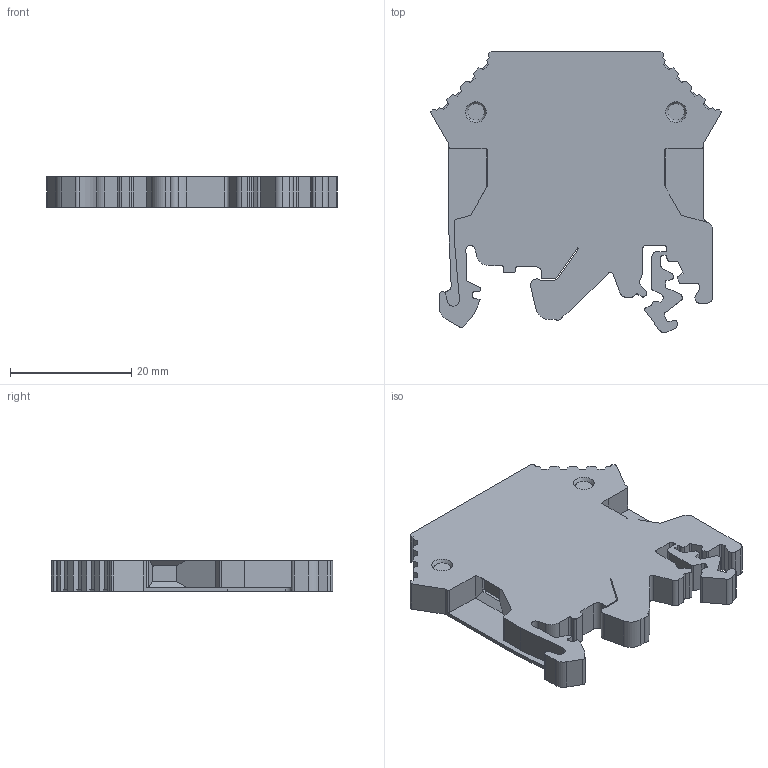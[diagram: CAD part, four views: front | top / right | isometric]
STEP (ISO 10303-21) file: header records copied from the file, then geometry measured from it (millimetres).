
FILE_DESCRIPTION(('FreeCAD Model'),'2;1');
FILE_NAME('1426_RK_2,5_Ex.stp','2018-08-31T15:57:42',('Author'),(''), 'Open CASCADE STEP processor 7.2','FreeCAD','Unknown');
FILE_SCHEMA(('AUTOMOTIVE_DESIGN { 1 0 10303 214 1 1 1 1 }'));
Length unit declared in the file: millimetre
Products named in the file (1): 1426_RK_2,5_Ex
Bounding box: 47.85 x 46.35 x 5.1 mm (x, y, z)
Volume: 7468.2 mm3; surface area: 5047.1 mm2
Topology: 1 solids, 1 shells, 256 faces, 743 edges, 493 vertices
Faces by surface type: plane 172, cylinder 82, cone 2
Full cylindrical faces by diameter (mm): 3.5 x2
Entity records: 18164 total; most frequent: CARTESIAN_POINT 3125, DIRECTION 2884, LINE 1865, VECTOR 1865, ORIENTED_EDGE 1486, PCURVE 1486, DEFINITIONAL_REPRESENTATION 1486, EDGE_CURVE 743
